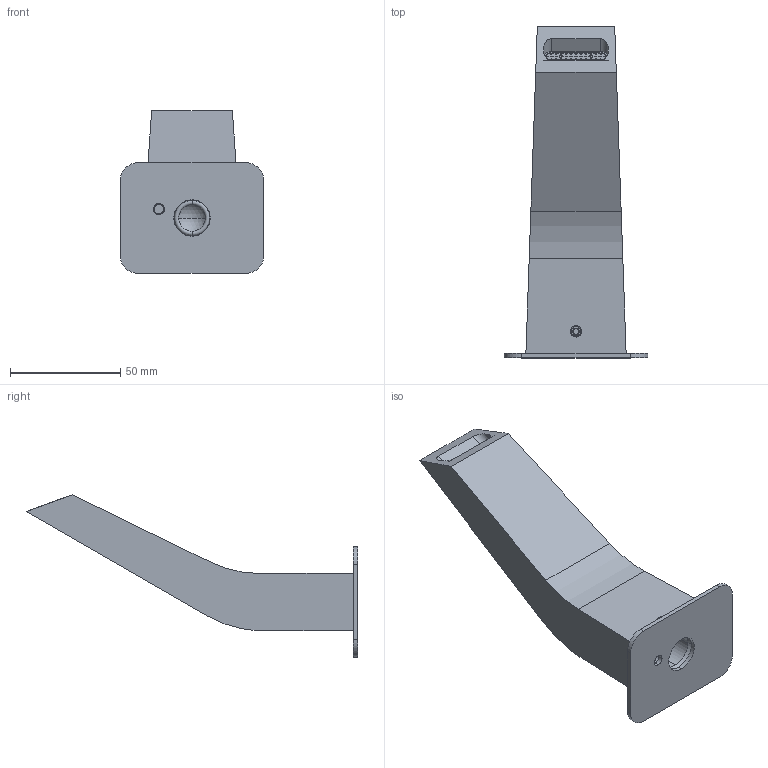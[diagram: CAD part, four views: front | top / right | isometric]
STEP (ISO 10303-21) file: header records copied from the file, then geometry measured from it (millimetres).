
FILE_DESCRIPTION (( 'STEP AP214' ), '1' );
FILE_NAME ('AAZP05153.STEP', '2021-01-15T09:58:06', ( '' ), ( '' ), 'SwSTEP 2.0', 'SolidWorks 2018', '' );
FILE_SCHEMA (( 'AUTOMOTIVE_DESIGN' ));
Length unit declared in the file: millimetre
Products named in the file (12): AAZP05153; STEPAR0035_Predeterminado; STEPFX0001_CVFX0001; STEPAAZ302433_Predeterminado; STEPCVAR0035_2_Predeterminado; STEPCVAR0035_1_Predeterminado; STEPSM0358_Predeterminado; STEPSP0025_CRSP0025; STEPSE0017_CVSE0017; STEPVA0033_Predeterminado; STEPSM0359_XBSM0359; STEPCV0252_CRCV0252
Assembly tree (12 placements, depth 4):
  AAZP05153
    STEPSM0359_XBSM0359
      STEPCV0252_CRCV0252
    STEPSM0358_Predeterminado
      STEPSE0017_CVSE0017  x2
      STEPVA0033_Predeterminado
    STEPAAZ302433_Predeterminado
      STEPSP0025_CRSP0025
      STEPAR0035_Predeterminado
        STEPCVAR0035_1_Predeterminado
        STEPCVAR0035_2_Predeterminado
      STEPFX0001_CVFX0001
Bounding box: 65 x 150.13 x 73.55 mm (x, y, z)
Volume: 84696.1 mm3; surface area: 55617.6 mm2
Topology: 9 solids, 9 shells, 694 faces, 2118 edges, 1380 vertices
Faces by surface type: plane 548, cylinder 101, cone 32, torus 8, sphere 4, bspline 1
Entity records: 24378 total; most frequent: CARTESIAN_POINT 4791, ORIENTED_EDGE 4208, DIRECTION 3628, EDGE_CURVE 2104, VECTOR 1782, LINE 1782, VERTEX_POINT 1376, AXIS2_PLACEMENT_3D 923
